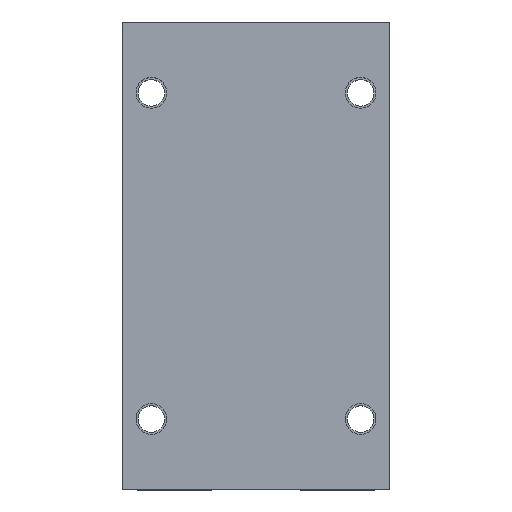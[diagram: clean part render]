
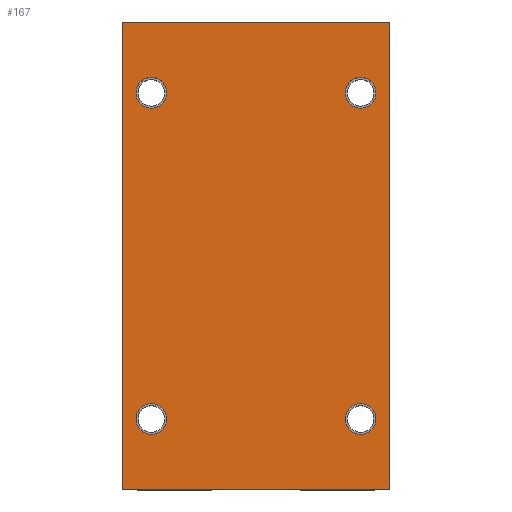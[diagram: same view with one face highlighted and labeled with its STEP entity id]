
A CAD part, top view. The second image highlights one B-rep face of the part: STEP entity #167.
In plain terms, the highlighted planar face has unit normal (0, 0, 1).
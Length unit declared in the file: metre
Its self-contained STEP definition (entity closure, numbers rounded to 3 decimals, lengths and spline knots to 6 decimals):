
#167 = ADVANCED_FACE( '', ( #361, #362, #363, #364, #365 ), #366, .T. );
#361 = FACE_BOUND( '', #562, .T. );
#362 = FACE_BOUND( '', #563, .T. );
#363 = FACE_OUTER_BOUND( '', #564, .T. );
#364 = FACE_BOUND( '', #565, .T. );
#365 = FACE_BOUND( '', #566, .T. );
#366 = PLANE( '', #567 );
#562 = EDGE_LOOP( '', ( #974 ) );
#563 = EDGE_LOOP( '', ( #975 ) );
#564 = EDGE_LOOP( '', ( #976, #977, #978, #979 ) );
#565 = EDGE_LOOP( '', ( #980 ) );
#566 = EDGE_LOOP( '', ( #981 ) );
#567 = AXIS2_PLACEMENT_3D( '', #982, #983, #984 );
#974 = ORIENTED_EDGE( '', *, *, #1125, .T. );
#975 = ORIENTED_EDGE( '', *, *, #1103, .T. );
#976 = ORIENTED_EDGE( '', *, *, #1085, .F. );
#977 = ORIENTED_EDGE( '', *, *, #1204, .F. );
#978 = ORIENTED_EDGE( '', *, *, #1142, .T. );
#979 = ORIENTED_EDGE( '', *, *, #1176, .T. );
#980 = ORIENTED_EDGE( '', *, *, #1205, .T. );
#981 = ORIENTED_EDGE( '', *, *, #1206, .T. );
#982 = CARTESIAN_POINT( '', ( -0.0435, -0.076, 0.035 ) );
#983 = DIRECTION( '', ( 0., 0., 1. ) );
#984 = DIRECTION( '', ( 1., 0., 0. ) );
#1085 = EDGE_CURVE( '', #1287, #1289, #1290, .T. );
#1103 = EDGE_CURVE( '', #1319, #1319, #1320, .T. );
#1125 = EDGE_CURVE( '', #1356, #1356, #1357, .T. );
#1142 = EDGE_CURVE( '', #1381, #1379, #1382, .T. );
#1176 = EDGE_CURVE( '', #1379, #1289, #1427, .T. );
#1204 = EDGE_CURVE( '', #1381, #1287, #1461, .T. );
#1205 = EDGE_CURVE( '', #1462, #1462, #1463, .T. );
#1206 = EDGE_CURVE( '', #1464, #1464, #1465, .T. );
#1287 = VERTEX_POINT( '', #1625 );
#1289 = VERTEX_POINT( '', #1628 );
#1290 = LINE( '', #1629, #1630 );
#1319 = VERTEX_POINT( '', #1667 );
#1320 = CIRCLE( '', #1668, 0.005 );
#1356 = VERTEX_POINT( '', #1716 );
#1357 = CIRCLE( '', #1717, 0.005 );
#1379 = VERTEX_POINT( '', #1800 );
#1381 = VERTEX_POINT( '', #1803 );
#1382 = LINE( '', #1804, #1805 );
#1427 = LINE( '', #1869, #1870 );
#1461 = LINE( '', #1974, #1975 );
#1462 = VERTEX_POINT( '', #1976 );
#1463 = CIRCLE( '', #1977, 0.005 );
#1464 = VERTEX_POINT( '', #1978 );
#1465 = CIRCLE( '', #1979, 0.005 );
#1625 = CARTESIAN_POINT( '', ( -0.0435, 0.076, 0.035 ) );
#1628 = CARTESIAN_POINT( '', ( 0.0435, 0.076, 0.035 ) );
#1629 = CARTESIAN_POINT( '', ( -0.0435, 0.076, 0.035 ) );
#1630 = VECTOR( '', #2040, 1. );
#1667 = CARTESIAN_POINT( '', ( -0.034, 0.058, 0.035 ) );
#1668 = AXIS2_PLACEMENT_3D( '', #2064, #2065, #2066 );
#1716 = CARTESIAN_POINT( '', ( 0.034, -0.048, 0.035 ) );
#1717 = AXIS2_PLACEMENT_3D( '', #2094, #2095, #2096 );
#1800 = CARTESIAN_POINT( '', ( 0.0435, -0.076, 0.035 ) );
#1803 = CARTESIAN_POINT( '', ( -0.0435, -0.076, 0.035 ) );
#1804 = CARTESIAN_POINT( '', ( -0.0435, -0.076, 0.035 ) );
#1805 = VECTOR( '', #2113, 1. );
#1869 = CARTESIAN_POINT( '', ( 0.0435, -0.076, 0.035 ) );
#1870 = VECTOR( '', #2145, 1. );
#1974 = CARTESIAN_POINT( '', ( -0.0435, -0.076, 0.035 ) );
#1975 = VECTOR( '', #2165, 1. );
#1976 = CARTESIAN_POINT( '', ( 0.034, 0.058, 0.035 ) );
#1977 = AXIS2_PLACEMENT_3D( '', #2166, #2167, #2168 );
#1978 = CARTESIAN_POINT( '', ( -0.034, -0.048, 0.035 ) );
#1979 = AXIS2_PLACEMENT_3D( '', #2169, #2170, #2171 );
#2040 = DIRECTION( '', ( 1., 0., 0. ) );
#2064 = CARTESIAN_POINT( '', ( -0.034, 0.053, 0.035 ) );
#2065 = DIRECTION( '', ( 0., 0., -1. ) );
#2066 = DIRECTION( '', ( 0., 1., 0. ) );
#2094 = CARTESIAN_POINT( '', ( 0.034, -0.053, 0.035 ) );
#2095 = DIRECTION( '', ( 0., 0., -1. ) );
#2096 = DIRECTION( '', ( 0., 1., 0. ) );
#2113 = DIRECTION( '', ( 1., 0., 0. ) );
#2145 = DIRECTION( '', ( 0., 1., 0. ) );
#2165 = DIRECTION( '', ( 0., 1., 0. ) );
#2166 = CARTESIAN_POINT( '', ( 0.034, 0.053, 0.035 ) );
#2167 = DIRECTION( '', ( 0., 0., -1. ) );
#2168 = DIRECTION( '', ( 0., 1., 0. ) );
#2169 = CARTESIAN_POINT( '', ( -0.034, -0.053, 0.035 ) );
#2170 = DIRECTION( '', ( 0., 0., -1. ) );
#2171 = DIRECTION( '', ( 0., 1., 0. ) );
